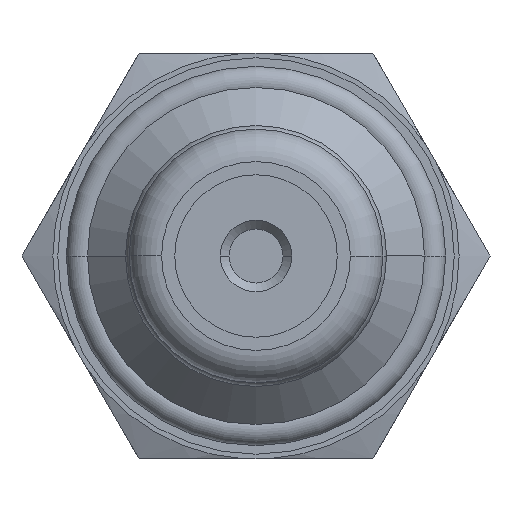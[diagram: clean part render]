
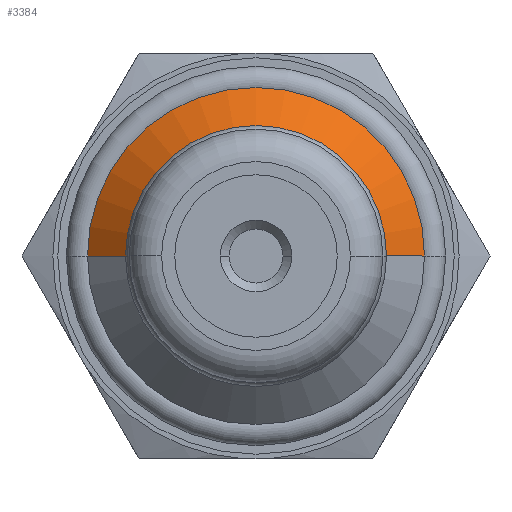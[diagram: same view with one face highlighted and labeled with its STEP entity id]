
A CAD part, front view. The second image highlights one B-rep face of the part: STEP entity #3384.
In plain terms, the highlighted conical face has half-angle 45 degrees and reference radius 8.687 mm.
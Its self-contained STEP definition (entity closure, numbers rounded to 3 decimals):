
#1278=CARTESIAN_POINT('',(0.,17.526,0.));
#1279=DIRECTION('',(0.,1.,0.));
#1280=DIRECTION('',(-1.,0.,0.));
#1281=AXIS2_PLACEMENT_3D('',#1278,#1279,#1280);
#1283=CARTESIAN_POINT('',(0.,19.964,0.));
#1284=DIRECTION('',(0.,1.,0.));
#1285=DIRECTION('',(-1.,0.,0.));
#1286=AXIS2_PLACEMENT_3D('',#1283,#1284,#1285);
#1303=DIRECTION('',(0.707,0.707,0.));
#1304=VECTOR('',#1303,3.448);
#1305=CARTESIAN_POINT('',(7.468,17.526,0.));
#1306=LINE('',#1305,#1304);
#1312=DIRECTION('',(-0.707,0.707,0.));
#1313=VECTOR('',#1312,3.448);
#1314=CARTESIAN_POINT('',(-7.468,17.526,0.));
#1315=LINE('',#1314,#1313);
#1905=CARTESIAN_POINT('',(-7.468,17.526,0.));
#1906=CARTESIAN_POINT('',(7.468,17.526,0.));
#1907=VERTEX_POINT('',#1905);
#1908=VERTEX_POINT('',#1906);
#1909=CARTESIAN_POINT('',(-9.906,19.964,0.));
#1910=CARTESIAN_POINT('',(9.906,19.964,0.));
#1911=VERTEX_POINT('',#1909);
#1912=VERTEX_POINT('',#1910);
#3370=CARTESIAN_POINT('',(0.,18.745,0.));
#3371=DIRECTION('',(0.,1.,0.));
#3372=DIRECTION('',(1.,0.,0.));
#3373=AXIS2_PLACEMENT_3D('',#3370,#3371,#3372);
#3374=CONICAL_SURFACE('',#3373,8.687,45.);
#3376=ORIENTED_EDGE('',*,*,#3375,.F.);
#3378=ORIENTED_EDGE('',*,*,#3377,.T.);
#3379=ORIENTED_EDGE('',*,*,#3364,.T.);
#3381=ORIENTED_EDGE('',*,*,#3380,.F.);
#3382=EDGE_LOOP('',(#3376,#3378,#3379,#3381));
#3383=FACE_OUTER_BOUND('',#3382,.F.);
#3384=ADVANCED_FACE('',(#3383),#3374,.T.);
#1282=CIRCLE('',#1281,7.468);
#1287=CIRCLE('',#1286,9.906);
#3364=EDGE_CURVE('',#1911,#1912,#1287,.T.);
#3375=EDGE_CURVE('',#1907,#1908,#1282,.T.);
#3377=EDGE_CURVE('',#1907,#1911,#1315,.T.);
#3380=EDGE_CURVE('',#1908,#1912,#1306,.T.);
